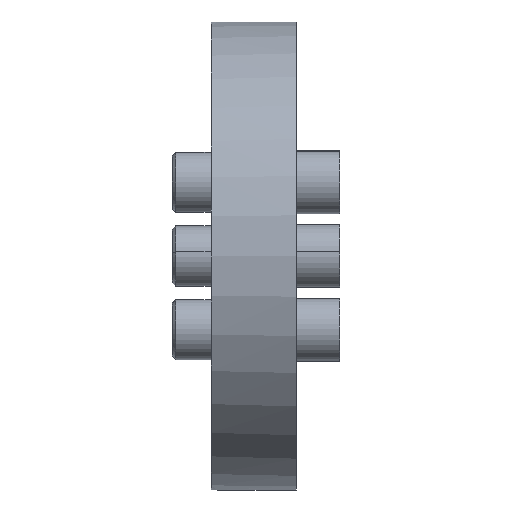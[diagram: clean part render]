
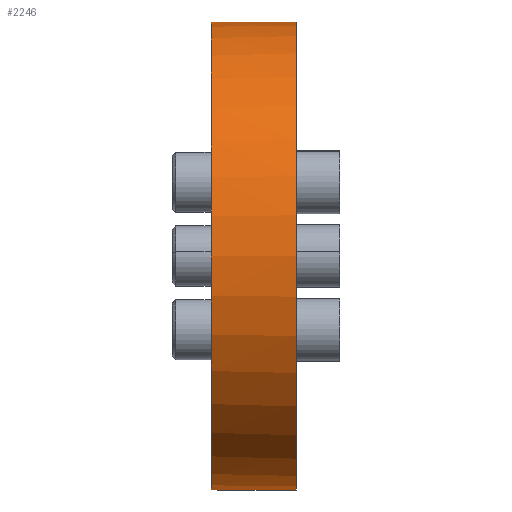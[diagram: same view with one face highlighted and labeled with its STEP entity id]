
A CAD part, left-side view. The second image highlights one B-rep face of the part: STEP entity #2246.
In plain terms, the highlighted cylindrical face has radius 34.95 mm (diameter 69.9 mm), a partial arc.
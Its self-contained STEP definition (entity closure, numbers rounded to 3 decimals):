
#13 = CARTESIAN_POINT ( 'NONE',  ( 0., -12.7, 34.95 ) ) ;
#47 = LINE ( 'NONE', #3081, #3006 ) ;
#166 = CARTESIAN_POINT ( 'NONE',  ( -1., -0.132, -34.936 ) ) ;
#201 = ORIENTED_EDGE ( 'NONE', *, *, #2047, .F. ) ;
#208 = B_SPLINE_CURVE_WITH_KNOTS ( 'NONE', 3,
 ( #696, #2415, #2696, #983, #2990, #1278, #3273, #1557, #3568, #1833 ),
 .UNSPECIFIED., .F., .F.,
 ( 4, 2, 2, 2, 4 ),
 ( 0., 0., 0.001, 0.001, 0.002 ),
 .UNSPECIFIED. ) ;
#361 = CIRCLE ( 'NONE', #1295, 34.95 ) ;
#407 = ORIENTED_EDGE ( 'NONE', *, *, #584, .F. ) ;
#454 = DIRECTION ( 'NONE',  ( 0., 1., 0. ) ) ;
#459 = CARTESIAN_POINT ( 'NONE',  ( 0., -1., -34.95 ) ) ;
#486 = CYLINDRICAL_SURFACE ( 'NONE', #1148, 34.95 ) ;
#584 = EDGE_CURVE ( 'NONE', #684, #2698, #2780, .T. ) ;
#586 = DIRECTION ( 'NONE',  ( 0., 0., 1. ) ) ;
#684 = VERTEX_POINT ( 'NONE', #1987 ) ;
#696 = CARTESIAN_POINT ( 'NONE',  ( -1., 0., 34.936 ) ) ;
#737 = CARTESIAN_POINT ( 'NONE',  ( -0.874, -0.504, -34.939 ) ) ;
#879 = CARTESIAN_POINT ( 'NONE',  ( 0., -12.7, 0. ) ) ;
#983 = CARTESIAN_POINT ( 'NONE',  ( -0.874, -0.504, 34.939 ) ) ;
#1025 = CARTESIAN_POINT ( 'NONE',  ( -0.615, -0.8, -34.945 ) ) ;
#1034 = ORIENTED_EDGE ( 'NONE', *, *, #3423, .T. ) ;
#1148 = AXIS2_PLACEMENT_3D ( 'NONE', #879, #1726, #586 ) ;
#1191 = EDGE_CURVE ( 'NONE', #1404, #2005, #361, .T. ) ;
#1252 = B_SPLINE_CURVE_WITH_KNOTS ( 'NONE', 3,
 ( #2446, #166, #2454, #737, #2738, #1025, #3038, #1319, #3316, #1604 ),
 .UNSPECIFIED., .F., .F.,
 ( 4, 2, 2, 2, 4 ),
 ( 0., 0., 0.001, 0.001, 0.002 ),
 .UNSPECIFIED. ) ;
#1278 = CARTESIAN_POINT ( 'NONE',  ( -0.615, -0.8, 34.945 ) ) ;
#1295 = AXIS2_PLACEMENT_3D ( 'NONE', #2182, #454, #2468 ) ;
#1319 = CARTESIAN_POINT ( 'NONE',  ( -0.262, -0.974, -34.949 ) ) ;
#1342 = VECTOR ( 'NONE', #2001, 1000. ) ;
#1348 = CARTESIAN_POINT ( 'NONE',  ( 0., -12.7, 34.95 ) ) ;
#1404 = VERTEX_POINT ( 'NONE', #1810 ) ;
#1426 = EDGE_CURVE ( 'NONE', #2698, #3260, #208, .T. ) ;
#1557 = CARTESIAN_POINT ( 'NONE',  ( -0.262, -0.974, 34.949 ) ) ;
#1587 = CARTESIAN_POINT ( 'NONE',  ( 0., 0., 0. ) ) ;
#1604 = CARTESIAN_POINT ( 'NONE',  ( 0., -1., -34.95 ) ) ;
#1726 = DIRECTION ( 'NONE',  ( 0., 1., 0. ) ) ;
#1810 = CARTESIAN_POINT ( 'NONE',  ( 0., -12.7, -34.95 ) ) ;
#1831 = EDGE_CURVE ( 'NONE', #2005, #3260, #3633, .T. ) ;
#1833 = CARTESIAN_POINT ( 'NONE',  ( 0., -1., 34.95 ) ) ;
#1856 = DIRECTION ( 'NONE',  ( 0., 0., 1. ) ) ;
#1927 = DIRECTION ( 'NONE',  ( 0., 1., 0. ) ) ;
#1987 = CARTESIAN_POINT ( 'NONE',  ( -1., 0., -34.936 ) ) ;
#2001 = DIRECTION ( 'NONE',  ( 0., 1., 0. ) ) ;
#2005 = VERTEX_POINT ( 'NONE', #1348 ) ;
#2047 = EDGE_CURVE ( 'NONE', #1404, #2549, #47, .T. ) ;
#2182 = CARTESIAN_POINT ( 'NONE',  ( 0., -12.7, 0. ) ) ;
#2208 = ORIENTED_EDGE ( 'NONE', *, *, #1426, .F. ) ;
#2212 = ORIENTED_EDGE ( 'NONE', *, *, #1191, .T. ) ;
#2246 = ADVANCED_FACE ( 'NONE', ( #2871 ), #486, .T. ) ;
#2366 = CARTESIAN_POINT ( 'NONE',  ( 0., -1., 34.95 ) ) ;
#2415 = CARTESIAN_POINT ( 'NONE',  ( -1., -0.132, 34.936 ) ) ;
#2446 = CARTESIAN_POINT ( 'NONE',  ( -1., 0., -34.936 ) ) ;
#2454 = CARTESIAN_POINT ( 'NONE',  ( -0.974, -0.262, -34.936 ) ) ;
#2462 = AXIS2_PLACEMENT_3D ( 'NONE', #1587, #3585, #1856 ) ;
#2468 = DIRECTION ( 'NONE',  ( 0., 0., 1. ) ) ;
#2549 = VERTEX_POINT ( 'NONE', #459 ) ;
#2598 = CARTESIAN_POINT ( 'NONE',  ( -1., 0., 34.936 ) ) ;
#2696 = CARTESIAN_POINT ( 'NONE',  ( -0.974, -0.262, 34.936 ) ) ;
#2698 = VERTEX_POINT ( 'NONE', #2598 ) ;
#2738 = CARTESIAN_POINT ( 'NONE',  ( -0.799, -0.615, -34.941 ) ) ;
#2780 = CIRCLE ( 'NONE', #2462, 34.95 ) ;
#2871 = FACE_OUTER_BOUND ( 'NONE', #3683, .T. ) ;
#2990 = CARTESIAN_POINT ( 'NONE',  ( -0.799, -0.615, 34.941 ) ) ;
#3006 = VECTOR ( 'NONE', #1927, 1000. ) ;
#3038 = CARTESIAN_POINT ( 'NONE',  ( -0.503, -0.874, -34.947 ) ) ;
#3081 = CARTESIAN_POINT ( 'NONE',  ( 0., -12.7, -34.95 ) ) ;
#3260 = VERTEX_POINT ( 'NONE', #2366 ) ;
#3273 = CARTESIAN_POINT ( 'NONE',  ( -0.503, -0.874, 34.947 ) ) ;
#3316 = CARTESIAN_POINT ( 'NONE',  ( -0.13, -1., -34.95 ) ) ;
#3423 = EDGE_CURVE ( 'NONE', #684, #2549, #1252, .T. ) ;
#3485 = ORIENTED_EDGE ( 'NONE', *, *, #1831, .T. ) ;
#3568 = CARTESIAN_POINT ( 'NONE',  ( -0.13, -1., 34.95 ) ) ;
#3585 = DIRECTION ( 'NONE',  ( 0., 1., 0. ) ) ;
#3633 = LINE ( 'NONE', #13, #1342 ) ;
#3683 = EDGE_LOOP ( 'NONE', ( #201, #2212, #3485, #2208, #407, #1034 ) ) ;
